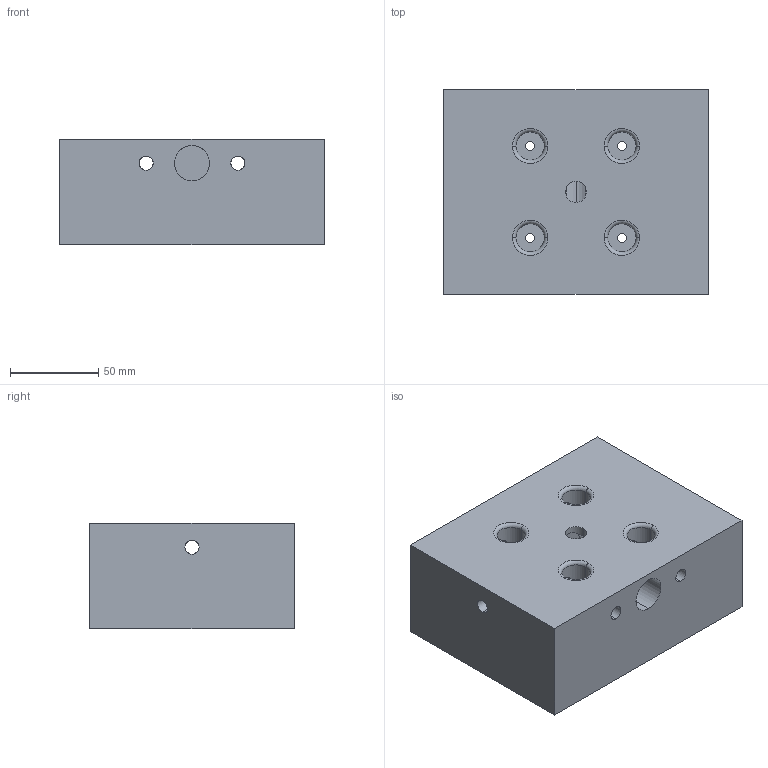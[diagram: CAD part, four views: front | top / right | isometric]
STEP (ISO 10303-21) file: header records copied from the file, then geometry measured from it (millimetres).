
FILE_DESCRIPTION (( 'STEP AP203' ), '1' );
FILE_NAME ('SF-M-52X52-3131.STEP', '2025-03-16T02:32:20', ( '微软用户' ), ( '微软中国' ), 'SwSTEP 2.0', 'SolidWorks 2016', '' );
FILE_SCHEMA (( 'CONFIG_CONTROL_DESIGN' ));
Length unit declared in the file: millimetre
Products named in the file (1): SF-M-52X52-3131
Bounding box: 150 x 116 x 60 mm (x, y, z)
Volume: 971871 mm3; surface area: 88291.7 mm2
Topology: 1 solids, 1 shells, 124 faces, 284 edges, 168 vertices
Faces by surface type: cylinder 79, plane 21, cone 16, torus 8
Entity records: 4300 total; most frequent: CARTESIAN_POINT 1381, DIRECTION 624, ORIENTED_EDGE 552, EDGE_CURVE 276, AXIS2_PLACEMENT_3D 258, EDGE_LOOP 168, VERTEX_POINT 168, CIRCLE 133
